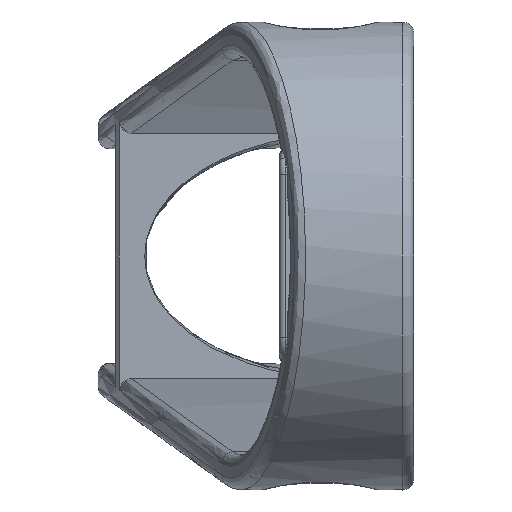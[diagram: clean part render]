
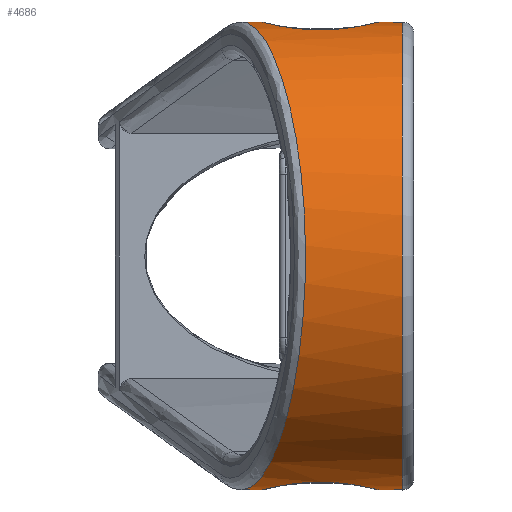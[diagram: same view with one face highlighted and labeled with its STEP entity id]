
A CAD part, left-side view. The second image highlights one B-rep face of the part: STEP entity #4686.
In plain terms, the highlighted cylindrical face has radius 20 mm (diameter 40 mm), a partial arc.
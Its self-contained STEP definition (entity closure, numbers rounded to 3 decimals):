
#74=B_SPLINE_CURVE_WITH_KNOTS('',3,(#8265,#8266,#8267,#8268,#8269,#8270,
#8271,#8272,#8273,#8274),.UNSPECIFIED.,.F.,.F.,(4,1,1,1,1,1,1,4),(-2.321,
-1.99,-1.658,-1.326,-0.995,
-0.663,-0.332,0.),
 .UNSPECIFIED.);
#94=B_SPLINE_CURVE_WITH_KNOTS('',3,(#8718,#8719,#8720,#8721,#8722,#8723,
#8724,#8725,#8726,#8727),.UNSPECIFIED.,.F.,.F.,(4,1,1,1,1,1,1,4),(-2.321,
-1.99,-1.658,-1.326,-0.995,
-0.663,-0.332,0.),
 .UNSPECIFIED.);
#126=B_SPLINE_CURVE_WITH_KNOTS('',3,(#9532,#9533,#9534,#9535,#9536,#9537,
#9538,#9539,#9540,#9541),.UNSPECIFIED.,.F.,.F.,(4,1,1,1,1,1,1,4),(-6.766,
-5.8,-4.833,-3.866,-2.9,
-1.933,-0.967,0.),.UNSPECIFIED.);
#468=FACE_OUTER_BOUND('',#772,.T.);
#772=EDGE_LOOP('',(#3763,#3764,#3765,#3766,#3767,#3768,#3769,#3770));
#1018=LINE('',#7672,#1319);
#1019=LINE('',#7681,#1320);
#1031=LINE('',#8141,#1332);
#1032=LINE('',#8150,#1333);
#1319=VECTOR('',#5789,10.);
#1320=VECTOR('',#5790,10.);
#1332=VECTOR('',#5828,10.);
#1333=VECTOR('',#5829,10.);
#1762=CIRCLE('',#5174,20.);
#2035=VERTEX_POINT('',#7669);
#2036=VERTEX_POINT('',#7671);
#2037=VERTEX_POINT('',#7673);
#2038=VERTEX_POINT('',#7680);
#2061=VERTEX_POINT('',#8133);
#2062=VERTEX_POINT('',#8140);
#2063=VERTEX_POINT('',#8142);
#2064=VERTEX_POINT('',#8149);
#2522=EDGE_CURVE('',#2035,#2036,#1018,.T.);
#2524=EDGE_CURVE('',#2037,#2038,#1019,.T.);
#2564=EDGE_CURVE('',#2062,#2061,#1031,.T.);
#2566=EDGE_CURVE('',#2064,#2063,#1032,.T.);
#2573=EDGE_CURVE('',#2036,#2037,#74,.T.);
#2606=EDGE_CURVE('',#2062,#2063,#94,.T.);
#2769=EDGE_CURVE('',#2064,#2035,#1762,.T.);
#2770=EDGE_CURVE('',#2038,#2061,#126,.T.);
#3763=ORIENTED_EDGE('',*,*,#2573,.F.);
#3764=ORIENTED_EDGE('',*,*,#2522,.F.);
#3765=ORIENTED_EDGE('',*,*,#2769,.F.);
#3766=ORIENTED_EDGE('',*,*,#2566,.T.);
#3767=ORIENTED_EDGE('',*,*,#2606,.F.);
#3768=ORIENTED_EDGE('',*,*,#2564,.T.);
#3769=ORIENTED_EDGE('',*,*,#2770,.F.);
#3770=ORIENTED_EDGE('',*,*,#2524,.F.);
#4491=CYLINDRICAL_SURFACE('',#5173,20.);
#4686=ADVANCED_FACE('',(#468),#4491,.T.);
#5173=AXIS2_PLACEMENT_3D('',#9530,#6182,#6183);
#5174=AXIS2_PLACEMENT_3D('',#9531,#6184,#6185);
#5789=DIRECTION('',(0.,1.,0.));
#5790=DIRECTION('',(0.,1.,0.));
#5828=DIRECTION('',(0.,1.,0.));
#5829=DIRECTION('',(0.,1.,0.));
#6182=DIRECTION('center_axis',(0.,1.,0.));
#6183=DIRECTION('ref_axis',(-1.,0.,0.));
#6184=DIRECTION('center_axis',(0.,-1.,0.));
#6185=DIRECTION('ref_axis',(-1.,0.,0.));
#7669=CARTESIAN_POINT('',(-86.538,1.,-19.698));
#7671=CARTESIAN_POINT('',(-86.538,4.311,-19.698));
#7672=CARTESIAN_POINT('',(-86.538,0.,-19.698));
#7673=CARTESIAN_POINT('',(-86.538,11.689,-19.698));
#7680=CARTESIAN_POINT('',(-86.538,15.503,-19.698));
#7681=CARTESIAN_POINT('',(-86.538,0.,-19.698));
#8133=CARTESIAN_POINT('',(-86.538,15.503,19.698));
#8140=CARTESIAN_POINT('',(-86.538,11.689,19.698));
#8141=CARTESIAN_POINT('',(-86.538,0.,19.698));
#8142=CARTESIAN_POINT('',(-86.538,4.311,19.698));
#8149=CARTESIAN_POINT('',(-86.538,1.,19.698));
#8150=CARTESIAN_POINT('',(-86.538,0.,19.698));
#8265=CARTESIAN_POINT('Ctrl Pts',(-86.538,4.311,-19.698));
#8266=CARTESIAN_POINT('Ctrl Pts',(-87.368,3.571,-19.844));
#8267=CARTESIAN_POINT('Ctrl Pts',(-89.556,2.637,-20.105));
#8268=CARTESIAN_POINT('Ctrl Pts',(-93.033,3.506,-19.852));
#8269=CARTESIAN_POINT('Ctrl Pts',(-95.214,6.245,-19.316));
#8270=CARTESIAN_POINT('Ctrl Pts',(-95.22,9.756,-19.311));
#8271=CARTESIAN_POINT('Ctrl Pts',(-93.033,12.493,-19.851));
#8272=CARTESIAN_POINT('Ctrl Pts',(-89.558,13.362,-20.103));
#8273=CARTESIAN_POINT('Ctrl Pts',(-87.368,12.429,-19.844));
#8274=CARTESIAN_POINT('Ctrl Pts',(-86.538,11.689,-19.698));
#8718=CARTESIAN_POINT('Ctrl Pts',(-86.538,11.689,19.698));
#8719=CARTESIAN_POINT('Ctrl Pts',(-87.368,12.429,19.844));
#8720=CARTESIAN_POINT('Ctrl Pts',(-89.558,13.362,20.103));
#8721=CARTESIAN_POINT('Ctrl Pts',(-93.033,12.493,19.851));
#8722=CARTESIAN_POINT('Ctrl Pts',(-95.22,9.756,19.311));
#8723=CARTESIAN_POINT('Ctrl Pts',(-95.214,6.245,19.316));
#8724=CARTESIAN_POINT('Ctrl Pts',(-93.033,3.506,19.852));
#8725=CARTESIAN_POINT('Ctrl Pts',(-89.556,2.637,20.105));
#8726=CARTESIAN_POINT('Ctrl Pts',(-87.368,3.571,19.844));
#8727=CARTESIAN_POINT('Ctrl Pts',(-86.538,4.311,19.698));
#9530=CARTESIAN_POINT('Origin',(-90.,0.,0.));
#9531=CARTESIAN_POINT('Origin',(-90.,1.,0.));
#9532=CARTESIAN_POINT('Ctrl Pts',(-86.538,15.503,-19.698));
#9533=CARTESIAN_POINT('Ctrl Pts',(-89.785,14.745,-20.269));
#9534=CARTESIAN_POINT('Ctrl Pts',(-96.519,13.08,-19.772));
#9535=CARTESIAN_POINT('Ctrl Pts',(-105.122,10.714,-14.349));
#9536=CARTESIAN_POINT('Ctrl Pts',(-110.206,9.207,-5.275));
#9537=CARTESIAN_POINT('Ctrl Pts',(-110.211,9.205,5.277));
#9538=CARTESIAN_POINT('Ctrl Pts',(-105.121,10.714,14.347));
#9539=CARTESIAN_POINT('Ctrl Pts',(-96.52,13.08,19.771));
#9540=CARTESIAN_POINT('Ctrl Pts',(-89.785,14.745,20.269));
#9541=CARTESIAN_POINT('Ctrl Pts',(-86.538,15.503,19.698));
